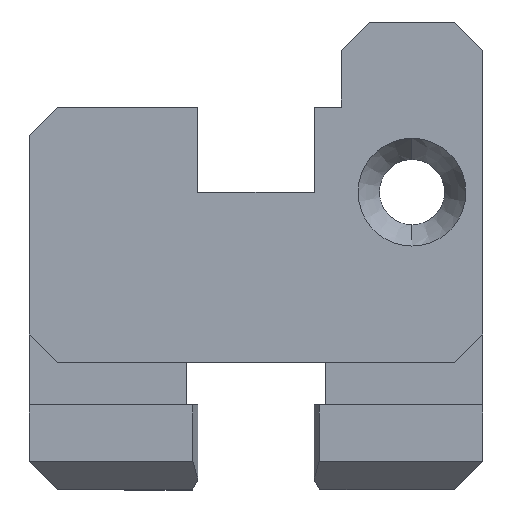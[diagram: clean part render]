
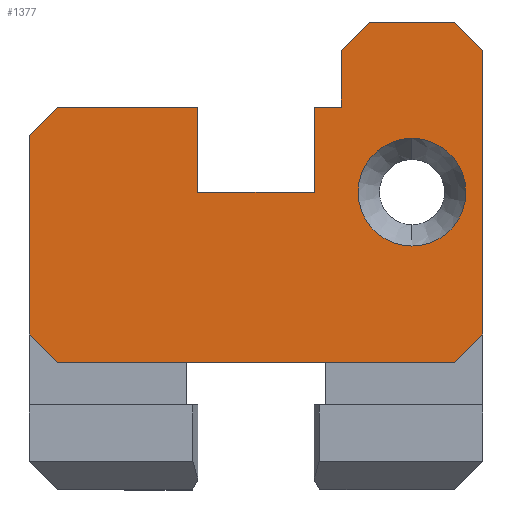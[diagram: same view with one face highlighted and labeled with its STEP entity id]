
A CAD part, front view. The second image highlights one B-rep face of the part: STEP entity #1377.
In plain terms, the highlighted planar face has unit normal (0, -1, 0).
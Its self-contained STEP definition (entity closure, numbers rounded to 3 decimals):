
#13 = EDGE_CURVE ( 'NONE', #954, #306, #640, .T. ) ;
#15 = VECTOR ( 'NONE', #455, 1000. ) ;
#16 = DIRECTION ( 'NONE',  ( 0., 0., -1. ) ) ;
#41 = DIRECTION ( 'NONE',  ( 1., 0., 0. ) ) ;
#44 = EDGE_CURVE ( 'NONE', #1922, #1357, #596, .T. ) ;
#46 = AXIS2_PLACEMENT_3D ( 'NONE', #1019, #120, #1175 ) ;
#62 = CIRCLE ( 'NONE', #1294, 1.9 ) ;
#99 = ORIENTED_EDGE ( 'NONE', *, *, #1851, .T. ) ;
#100 = VECTOR ( 'NONE', #1930, 1000. ) ;
#115 = DIRECTION ( 'NONE',  ( 0., 0., -1. ) ) ;
#120 = DIRECTION ( 'NONE',  ( 0., 1., 0. ) ) ;
#125 = CARTESIAN_POINT ( 'NONE',  ( 12., -2.6, 12. ) ) ;
#152 = CARTESIAN_POINT ( 'NONE',  ( 13.5, -2.6, 13.5 ) ) ;
#154 = LINE ( 'NONE', #927, #1218 ) ;
#162 = ORIENTED_EDGE ( 'NONE', *, *, #1601, .F. ) ;
#171 = VECTOR ( 'NONE', #115, 1000. ) ;
#186 = DIRECTION ( 'NONE',  ( 0., 0., 1. ) ) ;
#225 = DIRECTION ( 'NONE',  ( 1., 0., 0. ) ) ;
#236 = CARTESIAN_POINT ( 'NONE',  ( 10.046, -2.6, 6. ) ) ;
#237 = EDGE_CURVE ( 'NONE', #880, #1516, #1020, .T. ) ;
#243 = CARTESIAN_POINT ( 'NONE',  ( 11., -2.6, 11. ) ) ;
#246 = VECTOR ( 'NONE', #1013, 1000. ) ;
#269 = CARTESIAN_POINT ( 'NONE',  ( 15., -2.6, 0. ) ) ;
#293 = DIRECTION ( 'NONE',  ( -0.707, 0., 0.707 ) ) ;
#297 = ORIENTED_EDGE ( 'NONE', *, *, #1526, .T. ) ;
#304 = LINE ( 'NONE', #570, #646 ) ;
#306 = VERTEX_POINT ( 'NONE', #243 ) ;
#337 = DIRECTION ( 'NONE',  ( 1., 0., 0. ) ) ;
#358 = LINE ( 'NONE', #152, #1116 ) ;
#367 = VECTOR ( 'NONE', #522, 1000. ) ;
#394 = VECTOR ( 'NONE', #1172, 1000. ) ;
#397 = VERTEX_POINT ( 'NONE', #1003 ) ;
#405 = CARTESIAN_POINT ( 'NONE',  ( 10.046, -2.6, 9. ) ) ;
#407 = CARTESIAN_POINT ( 'NONE',  ( 0., -2.6, 0. ) ) ;
#408 = LINE ( 'NONE', #1053, #15 ) ;
#411 = CARTESIAN_POINT ( 'NONE',  ( 16., -2.6, 0. ) ) ;
#413 = CARTESIAN_POINT ( 'NONE',  ( 13.5, -2.6, 4.1 ) ) ;
#422 = LINE ( 'NONE', #1696, #718 ) ;
#428 = EDGE_CURVE ( 'NONE', #972, #1417, #1466, .T. ) ;
#447 = ORIENTED_EDGE ( 'NONE', *, *, #566, .T. ) ;
#455 = DIRECTION ( 'NONE',  ( 0., 0., 1. ) ) ;
#505 = VERTEX_POINT ( 'NONE', #591 ) ;
#522 = DIRECTION ( 'NONE',  ( -0.707, 0., -0.707 ) ) ;
#547 = VECTOR ( 'NONE', #337, 1000. ) ;
#559 = LINE ( 'NONE', #411, #171 ) ;
#566 = EDGE_CURVE ( 'NONE', #834, #652, #408, .T. ) ;
#570 = CARTESIAN_POINT ( 'NONE',  ( 0., -2.6, 6. ) ) ;
#571 = EDGE_CURVE ( 'NONE', #1417, #972, #62, .T. ) ;
#591 = CARTESIAN_POINT ( 'NONE',  ( 0., -2.6, 1. ) ) ;
#596 = LINE ( 'NONE', #1560, #547 ) ;
#633 = FACE_BOUND ( 'NONE', #1338, .T. ) ;
#636 = LINE ( 'NONE', #407, #246 ) ;
#638 = DIRECTION ( 'NONE',  ( -1., 0., 0. ) ) ;
#640 = LINE ( 'NONE', #1082, #1853 ) ;
#645 = CARTESIAN_POINT ( 'NONE',  ( 16., -2.6, 11. ) ) ;
#646 = VECTOR ( 'NONE', #1932, 1000. ) ;
#652 = VERTEX_POINT ( 'NONE', #1084 ) ;
#681 = DIRECTION ( 'NONE',  ( 0.707, 0., 0.707 ) ) ;
#684 = EDGE_CURVE ( 'NONE', #1633, #397, #154, .T. ) ;
#718 = VECTOR ( 'NONE', #41, 1000. ) ;
#742 = VERTEX_POINT ( 'NONE', #645 ) ;
#800 = VERTEX_POINT ( 'NONE', #1872 ) ;
#834 = VERTEX_POINT ( 'NONE', #1879 ) ;
#847 = CARTESIAN_POINT ( 'NONE',  ( 0.5, -2.6, 0.5 ) ) ;
#856 = ORIENTED_EDGE ( 'NONE', *, *, #1295, .F. ) ;
#857 = ORIENTED_EDGE ( 'NONE', *, *, #1403, .F. ) ;
#869 = VERTEX_POINT ( 'NONE', #236 ) ;
#880 = VERTEX_POINT ( 'NONE', #1609 ) ;
#883 = LINE ( 'NONE', #1279, #1704 ) ;
#901 = ORIENTED_EDGE ( 'NONE', *, *, #684, .F. ) ;
#903 = DIRECTION ( 'NONE',  ( 0., 1., 0. ) ) ;
#927 = CARTESIAN_POINT ( 'NONE',  ( 0., -2.6, 0. ) ) ;
#941 = LINE ( 'NONE', #1343, #1708 ) ;
#946 = EDGE_CURVE ( 'NONE', #1922, #306, #636, .T. ) ;
#950 = CARTESIAN_POINT ( 'NONE',  ( 15., -2.6, 12. ) ) ;
#954 = VERTEX_POINT ( 'NONE', #1916 ) ;
#955 = DIRECTION ( 'NONE',  ( 0., 0., -1. ) ) ;
#972 = VERTEX_POINT ( 'NONE', #413 ) ;
#973 = ORIENTED_EDGE ( 'NONE', *, *, #237, .T. ) ;
#999 = ORIENTED_EDGE ( 'NONE', *, *, #1923, .T. ) ;
#1003 = CARTESIAN_POINT ( 'NONE',  ( 1., -2.6, 0. ) ) ;
#1010 = EDGE_CURVE ( 'NONE', #1577, #869, #941, .T. ) ;
#1013 = DIRECTION ( 'NONE',  ( -0.707, 0., -0.707 ) ) ;
#1019 = CARTESIAN_POINT ( 'NONE',  ( 13.5, -2.6, 6. ) ) ;
#1020 = LINE ( 'NONE', #1290, #367 ) ;
#1029 = ORIENTED_EDGE ( 'NONE', *, *, #428, .T. ) ;
#1041 = EDGE_CURVE ( 'NONE', #505, #1516, #1316, .T. ) ;
#1053 = CARTESIAN_POINT ( 'NONE',  ( 5.954, -2.6, 9. ) ) ;
#1054 = ORIENTED_EDGE ( 'NONE', *, *, #1041, .F. ) ;
#1060 = LINE ( 'NONE', #1611, #1528 ) ;
#1082 = CARTESIAN_POINT ( 'NONE',  ( 11., -2.6, 12. ) ) ;
#1084 = CARTESIAN_POINT ( 'NONE',  ( 5.954, -2.6, 9. ) ) ;
#1096 = EDGE_CURVE ( 'NONE', #742, #1357, #358, .T. ) ;
#1116 = VECTOR ( 'NONE', #293, 1000. ) ;
#1172 = DIRECTION ( 'NONE',  ( 0.707, 0., -0.707 ) ) ;
#1175 = DIRECTION ( 'NONE',  ( 0., 0., -1. ) ) ;
#1218 = VECTOR ( 'NONE', #638, 1000. ) ;
#1266 = DIRECTION ( 'NONE',  ( 0., -1., 0. ) ) ;
#1279 = CARTESIAN_POINT ( 'NONE',  ( 11., -2.6, 9. ) ) ;
#1290 = CARTESIAN_POINT ( 'NONE',  ( -4., -2.6, 4. ) ) ;
#1294 = AXIS2_PLACEMENT_3D ( 'NONE', #1817, #903, #16 ) ;
#1295 = EDGE_CURVE ( 'NONE', #1577, #954, #422, .T. ) ;
#1310 = ORIENTED_EDGE ( 'NONE', *, *, #44, .F. ) ;
#1311 = ORIENTED_EDGE ( 'NONE', *, *, #1010, .T. ) ;
#1316 = LINE ( 'NONE', #1348, #100 ) ;
#1334 = ORIENTED_EDGE ( 'NONE', *, *, #946, .T. ) ;
#1338 = EDGE_LOOP ( 'NONE', ( #1029, #1707 ) ) ;
#1343 = CARTESIAN_POINT ( 'NONE',  ( 10.046, -2.6, 6. ) ) ;
#1348 = CARTESIAN_POINT ( 'NONE',  ( 0., -2.6, 9. ) ) ;
#1357 = VERTEX_POINT ( 'NONE', #950 ) ;
#1377 = ADVANCED_FACE ( 'NONE', ( #633, #1460 ), #1866, .T. ) ;
#1403 = EDGE_CURVE ( 'NONE', #880, #652, #883, .T. ) ;
#1417 = VERTEX_POINT ( 'NONE', #1877 ) ;
#1460 = FACE_OUTER_BOUND ( 'NONE', #1741, .T. ) ;
#1466 = CIRCLE ( 'NONE', #46, 1.9 ) ;
#1516 = VERTEX_POINT ( 'NONE', #1746 ) ;
#1526 = EDGE_CURVE ( 'NONE', #1633, #800, #1060, .T. ) ;
#1528 = VECTOR ( 'NONE', #681, 1000. ) ;
#1560 = CARTESIAN_POINT ( 'NONE',  ( 16., -2.6, 12. ) ) ;
#1577 = VERTEX_POINT ( 'NONE', #405 ) ;
#1589 = AXIS2_PLACEMENT_3D ( 'NONE', #1719, #1266, #955 ) ;
#1601 = EDGE_CURVE ( 'NONE', #742, #800, #559, .T. ) ;
#1609 = CARTESIAN_POINT ( 'NONE',  ( 1., -2.6, 9. ) ) ;
#1611 = CARTESIAN_POINT ( 'NONE',  ( 7.5, -2.6, -7.5 ) ) ;
#1614 = LINE ( 'NONE', #847, #394 ) ;
#1633 = VERTEX_POINT ( 'NONE', #269 ) ;
#1696 = CARTESIAN_POINT ( 'NONE',  ( 11., -2.6, 9. ) ) ;
#1704 = VECTOR ( 'NONE', #225, 1000. ) ;
#1707 = ORIENTED_EDGE ( 'NONE', *, *, #571, .T. ) ;
#1708 = VECTOR ( 'NONE', #1775, 1000. ) ;
#1719 = CARTESIAN_POINT ( 'NONE',  ( 0., -2.6, 0. ) ) ;
#1741 = EDGE_LOOP ( 'NONE', ( #162, #1894, #1310, #1334, #1834, #856, #1311, #999, #447, #857, #973, #1054, #99, #901, #297 ) ) ;
#1746 = CARTESIAN_POINT ( 'NONE',  ( 0., -2.6, 8. ) ) ;
#1775 = DIRECTION ( 'NONE',  ( 0., 0., -1. ) ) ;
#1817 = CARTESIAN_POINT ( 'NONE',  ( 13.5, -2.6, 6. ) ) ;
#1834 = ORIENTED_EDGE ( 'NONE', *, *, #13, .F. ) ;
#1851 = EDGE_CURVE ( 'NONE', #505, #397, #1614, .T. ) ;
#1853 = VECTOR ( 'NONE', #186, 1000. ) ;
#1866 = PLANE ( 'NONE',  #1589 ) ;
#1872 = CARTESIAN_POINT ( 'NONE',  ( 16., -2.6, 1. ) ) ;
#1877 = CARTESIAN_POINT ( 'NONE',  ( 13.5, -2.6, 7.9 ) ) ;
#1879 = CARTESIAN_POINT ( 'NONE',  ( 5.954, -2.6, 6. ) ) ;
#1894 = ORIENTED_EDGE ( 'NONE', *, *, #1096, .T. ) ;
#1916 = CARTESIAN_POINT ( 'NONE',  ( 11., -2.6, 9. ) ) ;
#1922 = VERTEX_POINT ( 'NONE', #125 ) ;
#1923 = EDGE_CURVE ( 'NONE', #869, #834, #304, .T. ) ;
#1930 = DIRECTION ( 'NONE',  ( 0., 0., 1. ) ) ;
#1932 = DIRECTION ( 'NONE',  ( -1., 0., 0. ) ) ;
